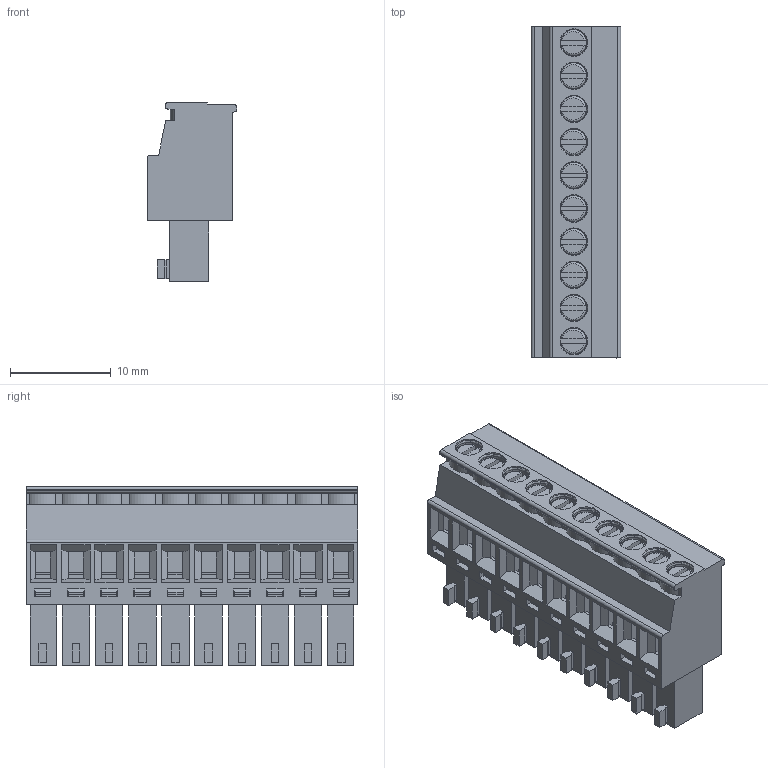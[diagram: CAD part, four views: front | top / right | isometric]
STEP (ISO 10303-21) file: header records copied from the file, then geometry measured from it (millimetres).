
FILE_DESCRIPTION( ('This file contains a STEP AP42 implementation' ,'as created by ZW3D STEP Interface translator.') ,'2;1' );
FILE_NAME( 'PF350-B10ASMN1.stp' ,'231123.144250', (''), ('ZWCAD Software Co.'), 'Version 1.0', 'ZW3D to STEP translator', '' );
FILE_SCHEMA(('AUTOMOTIVE_DESIGN { 1 0 10303 214 1 1 1 1 }'));
Length unit declared in the file: millimetre
Products named in the file (2): 0; PF350-B10ASMN1
Bounding box: 8.9 x 32.97 x 17.77 mm (x, y, z)
Volume: 2188.9 mm3; surface area: 7093.8 mm2
Topology: 1 solids, 1 shells, 2156 faces, 6044 edges, 3885 vertices
Faces by surface type: plane 1743, bspline 202, cylinder 131, cone 80
Full cylindrical faces by diameter (mm): 0.529 x1, 1.13 x1, 1.319 x10, 1.413 x10, 1.507 x10, 1.884 x10, 2.072 x10, 2.731 x20
Entity records: 73874 total; most frequent: CARTESIAN_POINT 17072, ORIENTED_EDGE 12128, DIRECTION 10221, EDGE_CURVE 6044, VECTOR 4889, LINE 4889, VERTEX_POINT 3885, AXIS2_PLACEMENT_3D 2666
